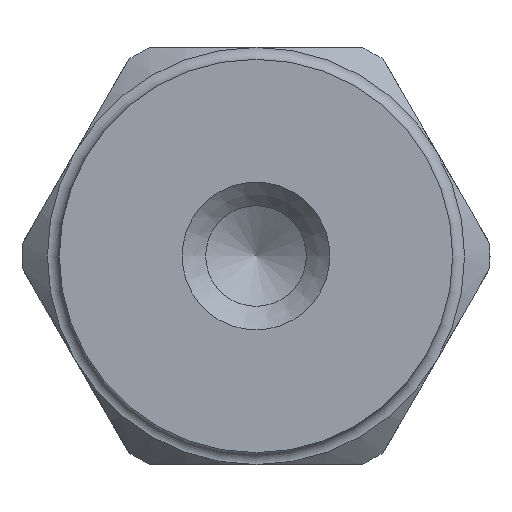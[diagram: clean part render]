
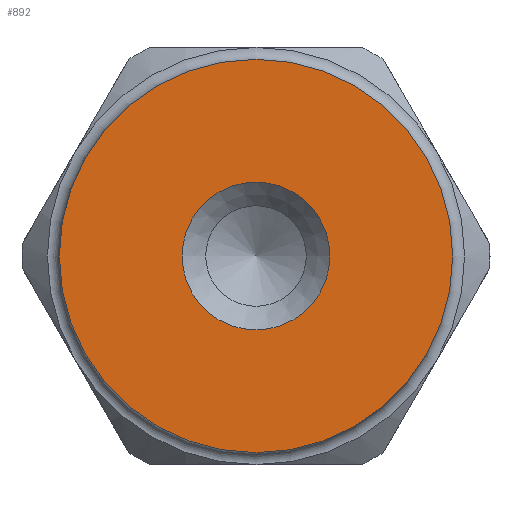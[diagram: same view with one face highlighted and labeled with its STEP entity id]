
A CAD part, front view. The second image highlights one B-rep face of the part: STEP entity #892.
In plain terms, the highlighted planar face has unit normal (0, -1, 0).
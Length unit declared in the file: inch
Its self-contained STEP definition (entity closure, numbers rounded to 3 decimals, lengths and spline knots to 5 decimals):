
#73=FACE_BOUND('',#251,.T.);
#100=CIRCLE('',#958,0.155);
#122=CIRCLE('',#1002,0.4125);
#177=FACE_OUTER_BOUND('',#250,.T.);
#250=EDGE_LOOP('',(#748));
#251=EDGE_LOOP('',(#749));
#382=VERTEX_POINT('',#1391);
#416=VERTEX_POINT('',#1535);
#475=EDGE_CURVE('',#382,#382,#100,.T.);
#527=EDGE_CURVE('',#416,#416,#122,.T.);
#748=ORIENTED_EDGE('',*,*,#527,.T.);
#749=ORIENTED_EDGE('',*,*,#475,.T.);
#781=PLANE('',#1004);
#892=ADVANCED_FACE('',(#177,#73),#781,.F.);
#958=AXIS2_PLACEMENT_3D('',#1392,#1153,#1154);
#1002=AXIS2_PLACEMENT_3D('',#1536,#1253,#1254);
#1004=AXIS2_PLACEMENT_3D('',#1538,#1257,#1258);
#1153=DIRECTION('center_axis',(0.,1.,0.));
#1154=DIRECTION('ref_axis',(1.,0.,0.));
#1253=DIRECTION('center_axis',(0.,-1.,0.));
#1254=DIRECTION('ref_axis',(1.,0.,0.));
#1257=DIRECTION('center_axis',(0.,1.,0.));
#1258=DIRECTION('ref_axis',(0.,0.,1.));
#1391=CARTESIAN_POINT('',(0.155,-0.9,0.));
#1392=CARTESIAN_POINT('Origin',(0.,-0.9,0.));
#1535=CARTESIAN_POINT('',(0.4125,-0.9,0.));
#1536=CARTESIAN_POINT('Origin',(0.,-0.9,0.));
#1538=CARTESIAN_POINT('Origin',(0.,-0.9,0.));
